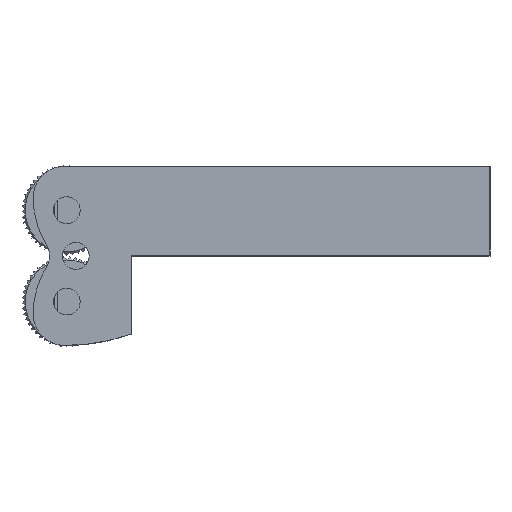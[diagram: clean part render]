
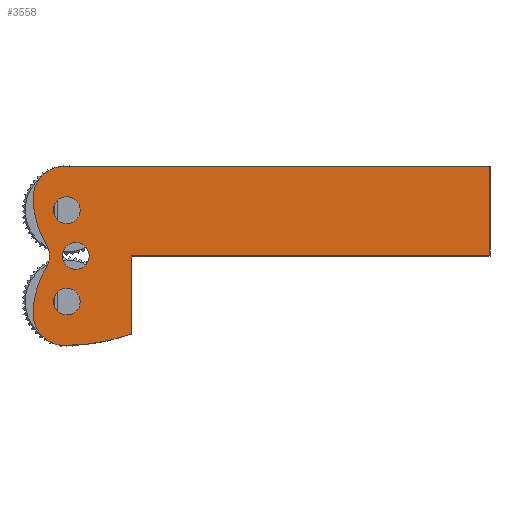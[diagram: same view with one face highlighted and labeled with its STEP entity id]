
A CAD part, top view. The second image highlights one B-rep face of the part: STEP entity #3558.
In plain terms, the highlighted face is planar.
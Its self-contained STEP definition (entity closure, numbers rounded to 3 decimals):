
#251=FACE_BOUND('',#644,.T.);
#252=FACE_BOUND('',#645,.T.);
#253=FACE_BOUND('',#646,.T.);
#273=PLANE('',#3891);
#436=FACE_OUTER_BOUND('',#643,.T.);
#643=EDGE_LOOP('',(#2486,#2487,#2488,#2489,#2490,#2491,#2492,#2493,#2494,
#2495));
#644=EDGE_LOOP('',(#2496,#2497));
#645=EDGE_LOOP('',(#2498,#2499));
#646=EDGE_LOOP('',(#2500));
#859=LINE('',#5355,#1066);
#860=LINE('',#5357,#1067);
#861=LINE('',#5359,#1068);
#862=LINE('',#5360,#1069);
#1066=VECTOR('',#4370,10.);
#1067=VECTOR('',#4371,10.);
#1068=VECTOR('',#4372,10.);
#1069=VECTOR('',#4373,10.);
#1230=CIRCLE('',#3817,5.);
#1232=CIRCLE('',#3820,20.);
#1247=CIRCLE('',#3840,7.);
#1249=CIRCLE('',#3843,20.);
#1258=CIRCLE('',#3855,45.);
#1260=CIRCLE('',#3858,7.);
#1263=CIRCLE('',#3864,3.);
#1268=CIRCLE('',#3875,3.);
#1271=CIRCLE('',#3886,3.);
#1272=CIRCLE('',#3888,3.);
#1273=CIRCLE('',#3890,3.);
#1385=VERTEX_POINT('',#5091);
#1386=VERTEX_POINT('',#5093);
#1388=VERTEX_POINT('',#5099);
#1408=VERTEX_POINT('',#5148);
#1409=VERTEX_POINT('',#5149);
#1420=VERTEX_POINT('',#5180);
#1421=VERTEX_POINT('',#5182);
#1425=VERTEX_POINT('',#5196);
#1427=VERTEX_POINT('',#5200);
#1434=VERTEX_POINT('',#5259);
#1436=VERTEX_POINT('',#5263);
#1453=VERTEX_POINT('',#5348);
#1454=VERTEX_POINT('',#5354);
#1455=VERTEX_POINT('',#5356);
#1456=VERTEX_POINT('',#5358);
#1765=EDGE_CURVE('',#1385,#1386,#1230,.T.);
#1769=EDGE_CURVE('',#1385,#1388,#1232,.T.);
#1792=EDGE_CURVE('',#1408,#1409,#1247,.T.);
#1796=EDGE_CURVE('',#1408,#1386,#1249,.T.);
#1809=EDGE_CURVE('',#1421,#1420,#1258,.T.);
#1813=EDGE_CURVE('',#1421,#1388,#1260,.T.);
#1821=EDGE_CURVE('',#1427,#1425,#1263,.T.);
#1835=EDGE_CURVE('',#1436,#1434,#1268,.T.);
#1854=EDGE_CURVE('',#1425,#1427,#1271,.T.);
#1855=EDGE_CURVE('',#1453,#1453,#1272,.T.);
#1857=EDGE_CURVE('',#1434,#1436,#1273,.T.);
#1858=EDGE_CURVE('',#1454,#1420,#859,.T.);
#1859=EDGE_CURVE('',#1455,#1454,#860,.T.);
#1860=EDGE_CURVE('',#1456,#1455,#861,.T.);
#1861=EDGE_CURVE('',#1456,#1409,#862,.T.);
#2486=ORIENTED_EDGE('',*,*,#1792,.F.);
#2487=ORIENTED_EDGE('',*,*,#1796,.T.);
#2488=ORIENTED_EDGE('',*,*,#1765,.F.);
#2489=ORIENTED_EDGE('',*,*,#1769,.T.);
#2490=ORIENTED_EDGE('',*,*,#1813,.F.);
#2491=ORIENTED_EDGE('',*,*,#1809,.T.);
#2492=ORIENTED_EDGE('',*,*,#1858,.F.);
#2493=ORIENTED_EDGE('',*,*,#1859,.F.);
#2494=ORIENTED_EDGE('',*,*,#1860,.F.);
#2495=ORIENTED_EDGE('',*,*,#1861,.T.);
#2496=ORIENTED_EDGE('',*,*,#1835,.F.);
#2497=ORIENTED_EDGE('',*,*,#1857,.F.);
#2498=ORIENTED_EDGE('',*,*,#1821,.F.);
#2499=ORIENTED_EDGE('',*,*,#1854,.F.);
#2500=ORIENTED_EDGE('',*,*,#1855,.F.);
#3558=ADVANCED_FACE('',(#436,#251,#252,#253),#273,.T.);
#3817=AXIS2_PLACEMENT_3D('',#5094,#4177,#4178);
#3820=AXIS2_PLACEMENT_3D('',#5101,#4185,#4186);
#3840=AXIS2_PLACEMENT_3D('',#5150,#4233,#4234);
#3843=AXIS2_PLACEMENT_3D('',#5157,#4241,#4242);
#3855=AXIS2_PLACEMENT_3D('',#5183,#4269,#4270);
#3858=AXIS2_PLACEMENT_3D('',#5189,#4277,#4278);
#3864=AXIS2_PLACEMENT_3D('',#5206,#4294,#4295);
#3875=AXIS2_PLACEMENT_3D('',#5269,#4322,#4323);
#3886=AXIS2_PLACEMENT_3D('',#5346,#4357,#4358);
#3888=AXIS2_PLACEMENT_3D('',#5349,#4361,#4362);
#3890=AXIS2_PLACEMENT_3D('',#5352,#4366,#4367);
#3891=AXIS2_PLACEMENT_3D('',#5353,#4368,#4369);
#4177=DIRECTION('center_axis',(0.,0.,-1.));
#4178=DIRECTION('ref_axis',(0.,-1.,0.));
#4185=DIRECTION('center_axis',(0.,0.,-1.));
#4186=DIRECTION('ref_axis',(0.,-1.,0.));
#4233=DIRECTION('center_axis',(0.,0.,1.));
#4234=DIRECTION('ref_axis',(-0.707,0.707,0.));
#4241=DIRECTION('center_axis',(0.,0.,-1.));
#4242=DIRECTION('ref_axis',(-0.52,-0.854,0.));
#4269=DIRECTION('center_axis',(0.,0.,-1.));
#4270=DIRECTION('ref_axis',(-0.943,0.333,0.));
#4277=DIRECTION('center_axis',(0.,0.,1.));
#4278=DIRECTION('ref_axis',(0.707,0.707,0.));
#4294=DIRECTION('center_axis',(0.,0.,-1.));
#4295=DIRECTION('ref_axis',(1.,0.,0.));
#4322=DIRECTION('center_axis',(0.,0.,-1.));
#4323=DIRECTION('ref_axis',(1.,0.,0.));
#4357=DIRECTION('center_axis',(0.,0.,-1.));
#4358=DIRECTION('ref_axis',(1.,0.,0.));
#4361=DIRECTION('center_axis',(0.,0.,-1.));
#4362=DIRECTION('ref_axis',(1.,0.,0.));
#4366=DIRECTION('center_axis',(0.,0.,-1.));
#4367=DIRECTION('ref_axis',(1.,0.,0.));
#4368=DIRECTION('center_axis',(0.,0.,-1.));
#4369=DIRECTION('ref_axis',(-1.,0.,0.));
#4370=DIRECTION('',(1.,0.,0.));
#4371=DIRECTION('',(0.,1.,0.));
#4372=DIRECTION('',(1.,0.,0.));
#4373=DIRECTION('',(0.,1.,0.));
#5091=CARTESIAN_POINT('',(12.6,99.083,-10.));
#5093=CARTESIAN_POINT('',(7.4,99.083,-10.));
#5094=CARTESIAN_POINT('Origin',(10.,103.354,-10.));
#5099=CARTESIAN_POINT('',(23.,102.,-10.));
#5101=CARTESIAN_POINT('Origin',(23.,82.,-10.));
#5148=CARTESIAN_POINT('',(-3.,102.,-10.));
#5149=CARTESIAN_POINT('',(-10.,95.,-10.));
#5150=CARTESIAN_POINT('Origin',(-3.,95.,-10.));
#5157=CARTESIAN_POINT('Origin',(-3.,82.,-10.));
#5180=CARTESIAN_POINT('',(27.426,80.,-10.));
#5182=CARTESIAN_POINT('',(30.,95.,-10.));
#5183=CARTESIAN_POINT('Origin',(-15.,95.,-10.));
#5189=CARTESIAN_POINT('Origin',(23.,95.,-10.));
#5196=CARTESIAN_POINT('',(-2.436,96.5,-10.));
#5200=CARTESIAN_POINT('',(2.036,96.5,-10.));
#5206=CARTESIAN_POINT('Origin',(-0.2,94.5,-10.));
#5259=CARTESIAN_POINT('',(17.964,96.5,-10.));
#5263=CARTESIAN_POINT('',(22.436,96.5,-10.));
#5269=CARTESIAN_POINT('Origin',(20.2,94.5,-10.));
#5346=CARTESIAN_POINT('Origin',(-0.2,94.5,-10.));
#5348=CARTESIAN_POINT('',(7.,92.5,-10.));
#5349=CARTESIAN_POINT('Origin',(10.,92.5,-10.));
#5352=CARTESIAN_POINT('Origin',(20.2,94.5,-10.));
#5353=CARTESIAN_POINT('Origin',(10.,0.,-10.));
#5354=CARTESIAN_POINT('',(10.,80.,-10.));
#5355=CARTESIAN_POINT('',(10.,80.,-10.));
#5356=CARTESIAN_POINT('',(10.,0.,-10.));
#5357=CARTESIAN_POINT('',(10.,0.,-10.));
#5358=CARTESIAN_POINT('',(-10.,0.,-10.));
#5359=CARTESIAN_POINT('',(5.,0.,-10.));
#5360=CARTESIAN_POINT('',(-10.,0.,-10.));
